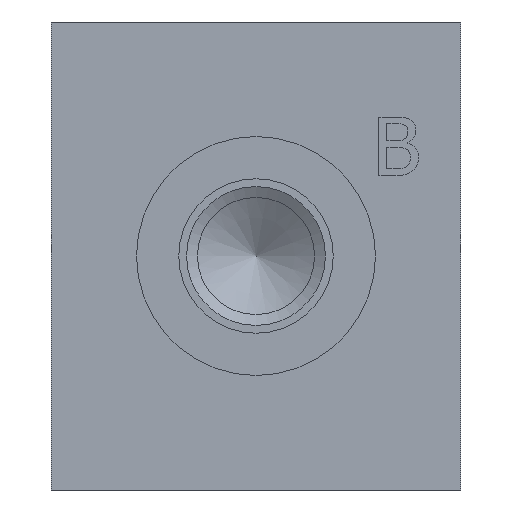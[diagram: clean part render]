
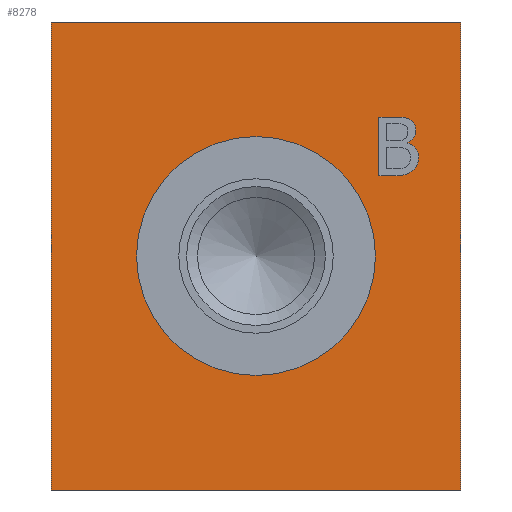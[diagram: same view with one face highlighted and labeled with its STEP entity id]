
A CAD part, front view. The second image highlights one B-rep face of the part: STEP entity #8278.
In plain terms, the highlighted planar face has unit normal (0, -1, 0).
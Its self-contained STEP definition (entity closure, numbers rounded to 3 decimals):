
#55=CIRCLE('',#8609,12.967);
#142=FACE_BOUND('',#1288,.T.);
#143=FACE_BOUND('',#1289,.T.);
#429=PLANE('',#8608);
#820=FACE_OUTER_BOUND('',#1287,.T.);
#1287=EDGE_LOOP('',(#7195,#7196,#7197,#7198));
#1288=EDGE_LOOP('',(#7199,#7200,#7201,#7202,#7203,#7204,#7205,#7206,#7207,
#7208));
#1289=EDGE_LOOP('',(#7209));
#1711=LINE('',#12585,#2554);
#2153=LINE('',#13783,#2996);
#2159=LINE('',#13846,#3002);
#2162=LINE('',#13852,#3005);
#2165=LINE('',#13858,#3008);
#2169=LINE('',#13900,#3012);
#2170=LINE('',#13902,#3013);
#2171=LINE('',#13903,#3014);
#2554=VECTOR('',#9241,10.);
#2996=VECTOR('',#10011,10.);
#3002=VECTOR('',#10019,10.);
#3005=VECTOR('',#10024,10.);
#3008=VECTOR('',#10029,10.);
#3012=VECTOR('',#10037,10.);
#3013=VECTOR('',#10038,10.);
#3014=VECTOR('',#10039,10.);
#3277=B_SPLINE_CURVE_WITH_KNOTS('',2,(#13769,#13770,#13771,#13772),
 .UNSPECIFIED.,.F.,.F.,(3,1,3),(0.,1.,2.),.UNSPECIFIED.);
#3279=B_SPLINE_CURVE_WITH_KNOTS('',2,(#13796,#13797,#13798,#13799),
 .UNSPECIFIED.,.F.,.F.,(3,1,3),(0.,1.,2.),.UNSPECIFIED.);
#3281=B_SPLINE_CURVE_WITH_KNOTS('',2,(#13815,#13816,#13817,#13818),
 .UNSPECIFIED.,.F.,.F.,(3,1,3),(0.,1.,2.),.UNSPECIFIED.);
#3283=B_SPLINE_CURVE_WITH_KNOTS('',2,(#13834,#13835,#13836,#13837),
 .UNSPECIFIED.,.F.,.F.,(3,1,3),(0.,1.,2.),.UNSPECIFIED.);
#3285=B_SPLINE_CURVE_WITH_KNOTS('',2,(#13871,#13872,#13873,#13874),
 .UNSPECIFIED.,.F.,.F.,(3,1,3),(0.,1.,2.),.UNSPECIFIED.);
#3287=B_SPLINE_CURVE_WITH_KNOTS('',2,(#13889,#13890,#13891,#13892),
 .UNSPECIFIED.,.F.,.F.,(3,1,3),(0.,1.,2.),.UNSPECIFIED.);
#3639=VERTEX_POINT('',#12578);
#3642=VERTEX_POINT('',#12583);
#3958=VERTEX_POINT('',#13767);
#3959=VERTEX_POINT('',#13768);
#3962=VERTEX_POINT('',#13782);
#3964=VERTEX_POINT('',#13795);
#3966=VERTEX_POINT('',#13814);
#3968=VERTEX_POINT('',#13833);
#3970=VERTEX_POINT('',#13845);
#3972=VERTEX_POINT('',#13851);
#3974=VERTEX_POINT('',#13857);
#3976=VERTEX_POINT('',#13870);
#3978=VERTEX_POINT('',#13899);
#3979=VERTEX_POINT('',#13901);
#3980=VERTEX_POINT('',#13904);
#4571=EDGE_CURVE('',#3639,#3642,#1711,.T.);
#5044=EDGE_CURVE('',#3958,#3959,#3277,.T.);
#5048=EDGE_CURVE('',#3962,#3958,#2153,.T.);
#5051=EDGE_CURVE('',#3964,#3962,#3279,.T.);
#5054=EDGE_CURVE('',#3966,#3964,#3281,.T.);
#5057=EDGE_CURVE('',#3968,#3966,#3283,.T.);
#5060=EDGE_CURVE('',#3970,#3968,#2159,.T.);
#5063=EDGE_CURVE('',#3972,#3970,#2162,.T.);
#5066=EDGE_CURVE('',#3974,#3972,#2165,.T.);
#5069=EDGE_CURVE('',#3976,#3974,#3285,.T.);
#5072=EDGE_CURVE('',#3959,#3976,#3287,.T.);
#5074=EDGE_CURVE('',#3978,#3639,#2169,.T.);
#5075=EDGE_CURVE('',#3979,#3642,#2170,.T.);
#5076=EDGE_CURVE('',#3978,#3979,#2171,.T.);
#5077=EDGE_CURVE('',#3980,#3980,#55,.T.);
#7195=ORIENTED_EDGE('',*,*,#5074,.T.);
#7196=ORIENTED_EDGE('',*,*,#4571,.T.);
#7197=ORIENTED_EDGE('',*,*,#5075,.F.);
#7198=ORIENTED_EDGE('',*,*,#5076,.F.);
#7199=ORIENTED_EDGE('',*,*,#5044,.T.);
#7200=ORIENTED_EDGE('',*,*,#5072,.T.);
#7201=ORIENTED_EDGE('',*,*,#5069,.T.);
#7202=ORIENTED_EDGE('',*,*,#5066,.T.);
#7203=ORIENTED_EDGE('',*,*,#5063,.T.);
#7204=ORIENTED_EDGE('',*,*,#5060,.T.);
#7205=ORIENTED_EDGE('',*,*,#5057,.T.);
#7206=ORIENTED_EDGE('',*,*,#5054,.T.);
#7207=ORIENTED_EDGE('',*,*,#5051,.T.);
#7208=ORIENTED_EDGE('',*,*,#5048,.T.);
#7209=ORIENTED_EDGE('',*,*,#5077,.T.);
#8278=ADVANCED_FACE('',(#820,#142,#143),#429,.T.);
#8608=AXIS2_PLACEMENT_3D('',#13898,#10035,#10036);
#8609=AXIS2_PLACEMENT_3D('',#13905,#10040,#10041);
#9241=DIRECTION('',(0.,0.,1.));
#10011=DIRECTION('',(0.,0.,-1.));
#10019=DIRECTION('',(1.,0.,0.));
#10024=DIRECTION('',(0.,0.,1.));
#10029=DIRECTION('',(-1.,0.,0.));
#10035=DIRECTION('center_axis',(0.,-1.,0.));
#10036=DIRECTION('ref_axis',(1.,0.,0.));
#10037=DIRECTION('',(1.,0.,0.));
#10038=DIRECTION('',(1.,0.,0.));
#10039=DIRECTION('',(0.,0.,1.));
#10040=DIRECTION('center_axis',(0.,1.,0.));
#10041=DIRECTION('ref_axis',(1.,0.,0.));
#12578=CARTESIAN_POINT('',(44.45,0.,0.));
#12583=CARTESIAN_POINT('',(44.45,0.,50.8));
#12585=CARTESIAN_POINT('',(44.45,0.,0.));
#13767=CARTESIAN_POINT('',(38.687,0.,37.661));
#13768=CARTESIAN_POINT('',(39.875,0.,36.082));
#13769=CARTESIAN_POINT('Ctrl Pts',(38.687,0.,37.661));
#13770=CARTESIAN_POINT('Ctrl Pts',(39.253,0.,37.507));
#13771=CARTESIAN_POINT('Ctrl Pts',(39.875,0.,36.689));
#13772=CARTESIAN_POINT('Ctrl Pts',(39.875,0.,36.082));
#13782=CARTESIAN_POINT('',(38.687,0.,37.692));
#13783=CARTESIAN_POINT('',(38.687,0.,18.846));
#13795=CARTESIAN_POINT('',(39.577,0.,39.051));
#13796=CARTESIAN_POINT('Ctrl Pts',(39.577,0.,39.051));
#13797=CARTESIAN_POINT('Ctrl Pts',(39.577,0.,38.603));
#13798=CARTESIAN_POINT('Ctrl Pts',(39.103,0.,37.893));
#13799=CARTESIAN_POINT('Ctrl Pts',(38.687,0.,37.692));
#13814=CARTESIAN_POINT('',(38.918,0.,40.224));
#13815=CARTESIAN_POINT('Ctrl Pts',(38.918,0.,40.224));
#13816=CARTESIAN_POINT('Ctrl Pts',(39.263,0.,40.044));
#13817=CARTESIAN_POINT('Ctrl Pts',(39.577,0.,39.452));
#13818=CARTESIAN_POINT('Ctrl Pts',(39.577,0.,39.051));
#13833=CARTESIAN_POINT('',(37.251,0.,40.481));
#13834=CARTESIAN_POINT('Ctrl Pts',(37.251,0.,40.481));
#13835=CARTESIAN_POINT('Ctrl Pts',(37.93,0.,40.481));
#13836=CARTESIAN_POINT('Ctrl Pts',(38.609,0.,40.394));
#13837=CARTESIAN_POINT('Ctrl Pts',(38.918,0.,40.224));
#13845=CARTESIAN_POINT('',(35.568,0.,40.481));
#13846=CARTESIAN_POINT('',(17.784,0.,40.481));
#13851=CARTESIAN_POINT('',(35.568,0.,34.131));
#13852=CARTESIAN_POINT('',(35.568,0.,17.066));
#13857=CARTESIAN_POINT('',(37.39,0.,34.131));
#13858=CARTESIAN_POINT('',(18.695,0.,34.131));
#13870=CARTESIAN_POINT('',(39.217,0.,34.646));
#13871=CARTESIAN_POINT('Ctrl Pts',(39.217,0.,34.646));
#13872=CARTESIAN_POINT('Ctrl Pts',(38.856,0.,34.368));
#13873=CARTESIAN_POINT('Ctrl Pts',(38.038,0.,34.131));
#13874=CARTESIAN_POINT('Ctrl Pts',(37.39,0.,34.131));
#13889=CARTESIAN_POINT('Ctrl Pts',(39.875,0.,36.082));
#13890=CARTESIAN_POINT('Ctrl Pts',(39.875,0.,35.608));
#13891=CARTESIAN_POINT('Ctrl Pts',(39.515,0.,34.883));
#13892=CARTESIAN_POINT('Ctrl Pts',(39.217,0.,34.646));
#13898=CARTESIAN_POINT('Origin',(0.,0.,0.));
#13899=CARTESIAN_POINT('',(0.,0.,0.));
#13900=CARTESIAN_POINT('',(0.,0.,0.));
#13901=CARTESIAN_POINT('',(0.,0.,50.8));
#13902=CARTESIAN_POINT('',(0.,0.,50.8));
#13903=CARTESIAN_POINT('',(0.,0.,0.));
#13904=CARTESIAN_POINT('',(9.258,0.,25.4));
#13905=CARTESIAN_POINT('Origin',(22.225,0.,25.4));
